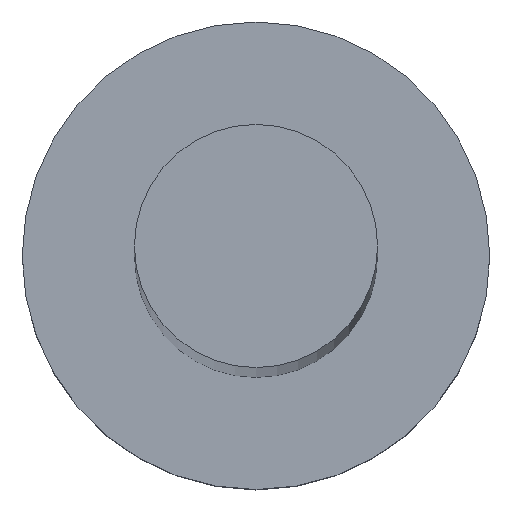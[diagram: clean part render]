
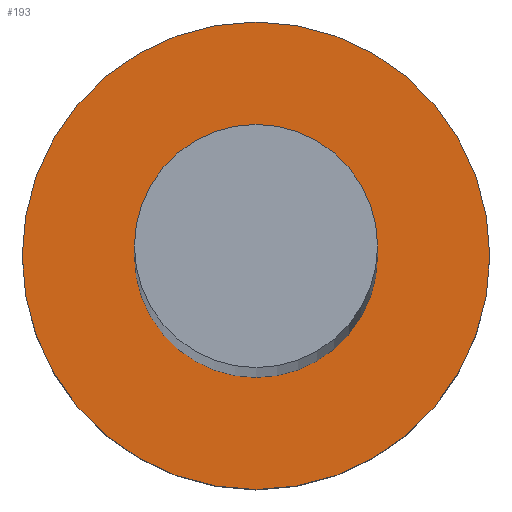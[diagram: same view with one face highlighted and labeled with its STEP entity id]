
A CAD part, top view. The second image highlights one B-rep face of the part: STEP entity #193.
In plain terms, the highlighted planar face has unit normal (0, 0, 1).
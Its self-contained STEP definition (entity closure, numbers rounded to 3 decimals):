
#10 = VERTEX_POINT ( 'NONE', #242 ) ;
#20 = VERTEX_POINT ( 'NONE', #59 ) ;
#32 = PLANE ( 'NONE',  #35 ) ;
#34 = EDGE_CURVE ( 'NONE', #20, #120, #172, .T. ) ;
#35 = AXIS2_PLACEMENT_3D ( 'NONE', #39, #107, #207 ) ;
#38 = DIRECTION ( 'NONE',  ( 0., 0., 1. ) ) ;
#39 = CARTESIAN_POINT ( 'NONE',  ( 0., 0., 5. ) ) ;
#41 = DIRECTION ( 'NONE',  ( 0., 0., 1. ) ) ;
#44 = ORIENTED_EDGE ( 'NONE', *, *, #145, .T. ) ;
#46 = DIRECTION ( 'NONE',  ( 1., 0., 0. ) ) ;
#48 = DIRECTION ( 'NONE',  ( 1., 0., 0. ) ) ;
#51 = CIRCLE ( 'NONE', #192, 5. ) ;
#52 = FACE_BOUND ( 'NONE', #74, .T. ) ;
#59 = CARTESIAN_POINT ( 'NONE',  ( 2.6, 0., 5. ) ) ;
#61 = CIRCLE ( 'NONE', #194, 2.6 ) ;
#73 = CARTESIAN_POINT ( 'NONE',  ( 0., 0., 5. ) ) ;
#74 = EDGE_LOOP ( 'NONE', ( #149, #139 ) ) ;
#83 = ORIENTED_EDGE ( 'NONE', *, *, #235, .T. ) ;
#86 = AXIS2_PLACEMENT_3D ( 'NONE', #73, #143, #48 ) ;
#90 = CIRCLE ( 'NONE', #185, 5. ) ;
#107 = DIRECTION ( 'NONE',  ( 0., 0., 1. ) ) ;
#117 = EDGE_LOOP ( 'NONE', ( #83, #44 ) ) ;
#120 = VERTEX_POINT ( 'NONE', #150 ) ;
#139 = ORIENTED_EDGE ( 'NONE', *, *, #34, .F. ) ;
#140 = DIRECTION ( 'NONE',  ( 1., 0., 0. ) ) ;
#143 = DIRECTION ( 'NONE',  ( 0., 0., 1. ) ) ;
#145 = EDGE_CURVE ( 'NONE', #190, #10, #90, .T. ) ;
#149 = ORIENTED_EDGE ( 'NONE', *, *, #243, .F. ) ;
#150 = CARTESIAN_POINT ( 'NONE',  ( -2.6, 0., 5. ) ) ;
#154 = CARTESIAN_POINT ( 'NONE',  ( 0., 0., 5. ) ) ;
#165 = FACE_OUTER_BOUND ( 'NONE', #117, .T. ) ;
#172 = CIRCLE ( 'NONE', #86, 2.6 ) ;
#185 = AXIS2_PLACEMENT_3D ( 'NONE', #212, #38, #238 ) ;
#190 = VERTEX_POINT ( 'NONE', #217 ) ;
#192 = AXIS2_PLACEMENT_3D ( 'NONE', #154, #41, #140 ) ;
#193 = ADVANCED_FACE ( 'NONE', ( #52, #165 ), #32, .T. ) ;
#194 = AXIS2_PLACEMENT_3D ( 'NONE', #246, #225, #46 ) ;
#207 = DIRECTION ( 'NONE',  ( 1., 0., 0. ) ) ;
#212 = CARTESIAN_POINT ( 'NONE',  ( 0., 0., 5. ) ) ;
#217 = CARTESIAN_POINT ( 'NONE',  ( 5., 0., 5. ) ) ;
#225 = DIRECTION ( 'NONE',  ( 0., 0., 1. ) ) ;
#235 = EDGE_CURVE ( 'NONE', #10, #190, #51, .T. ) ;
#238 = DIRECTION ( 'NONE',  ( 1., 0., 0. ) ) ;
#242 = CARTESIAN_POINT ( 'NONE',  ( -5., 0., 5. ) ) ;
#243 = EDGE_CURVE ( 'NONE', #120, #20, #61, .T. ) ;
#246 = CARTESIAN_POINT ( 'NONE',  ( 0., 0., 5. ) ) ;
